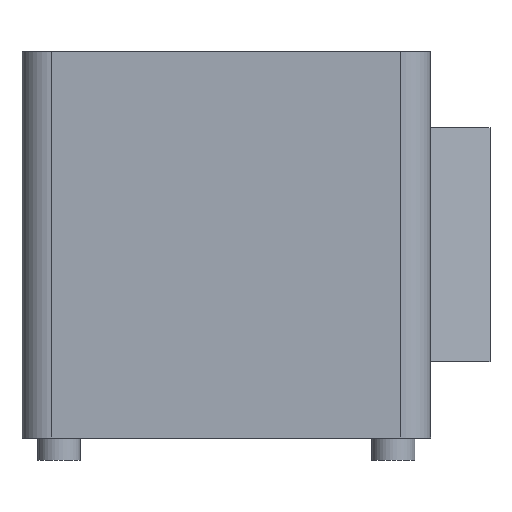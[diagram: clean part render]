
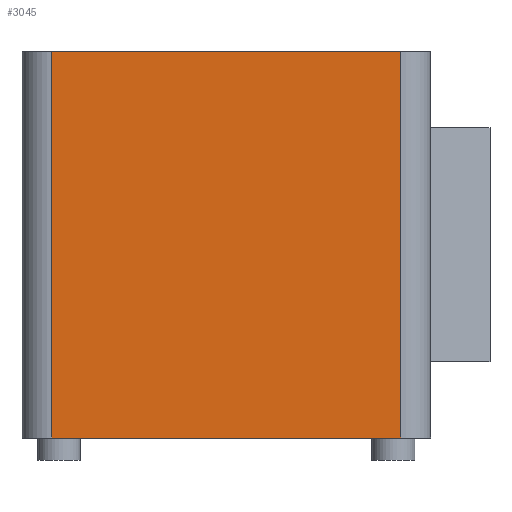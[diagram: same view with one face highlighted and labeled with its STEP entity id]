
A CAD part, left-side view. The second image highlights one B-rep face of the part: STEP entity #3045.
In plain terms, the highlighted planar face has unit normal (-1, 0, 0).
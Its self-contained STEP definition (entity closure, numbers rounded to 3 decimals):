
#66=LINE('',#4214,#224);
#70=LINE('',#4234,#228);
#92=LINE('',#4282,#250);
#93=LINE('',#4283,#251);
#224=VECTOR('',#3542,1000.);
#228=VECTOR('',#3560,1000.);
#250=VECTOR('',#3598,1000.);
#251=VECTOR('',#3599,1000.);
#369=PLANE('',#3233);
#538=ORIENTED_EDGE('',*,*,#1069,.T.);
#539=ORIENTED_EDGE('',*,*,#1092,.F.);
#540=ORIENTED_EDGE('',*,*,#1059,.F.);
#541=ORIENTED_EDGE('',*,*,#1093,.T.);
#1059=EDGE_CURVE('',#1336,#1337,#66,.T.);
#1069=EDGE_CURVE('',#1346,#1345,#70,.T.);
#1092=EDGE_CURVE('',#1337,#1345,#92,.T.);
#1093=EDGE_CURVE('',#1336,#1346,#93,.T.);
#1336=VERTEX_POINT('',#4213);
#1337=VERTEX_POINT('',#4215);
#1345=VERTEX_POINT('',#4233);
#1346=VERTEX_POINT('',#4235);
#1629=EDGE_LOOP('',(#538,#539,#540,#541));
#1825=FACE_BOUND('',#1629,.T.);
#3045=ADVANCED_FACE('',(#1825),#369,.F.);
#3233=AXIS2_PLACEMENT_3D('',#4281,#3596,#3597);
#3542=DIRECTION('',(0.,-1.,0.));
#3560=DIRECTION('',(0.,-1.,0.));
#3596=DIRECTION('',(1.,0.,0.));
#3597=DIRECTION('',(0.,0.,-1.));
#3598=DIRECTION('',(0.,0.,-1.));
#3599=DIRECTION('',(0.,0.,-1.));
#4213=CARTESIAN_POINT('',(0.,51.,26.));
#4214=CARTESIAN_POINT('',(0.,51.,26.));
#4215=CARTESIAN_POINT('',(0.,4.,26.));
#4233=CARTESIAN_POINT('',(0.,4.,-26.));
#4234=CARTESIAN_POINT('',(0.,51.,-26.));
#4235=CARTESIAN_POINT('',(0.,51.,-26.));
#4281=CARTESIAN_POINT('',(0.,51.,26.));
#4282=CARTESIAN_POINT('',(0.,4.,26.));
#4283=CARTESIAN_POINT('',(0.,51.,26.));
